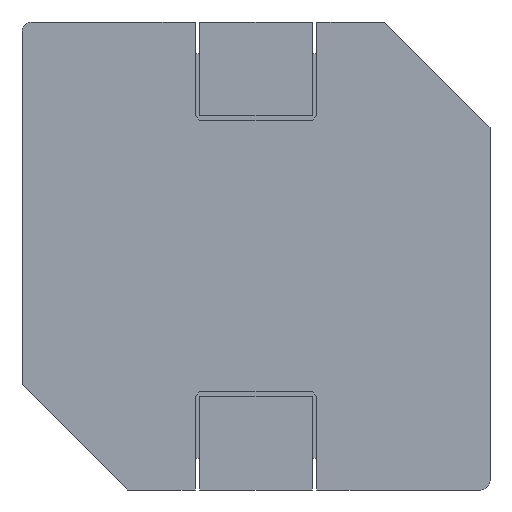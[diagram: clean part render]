
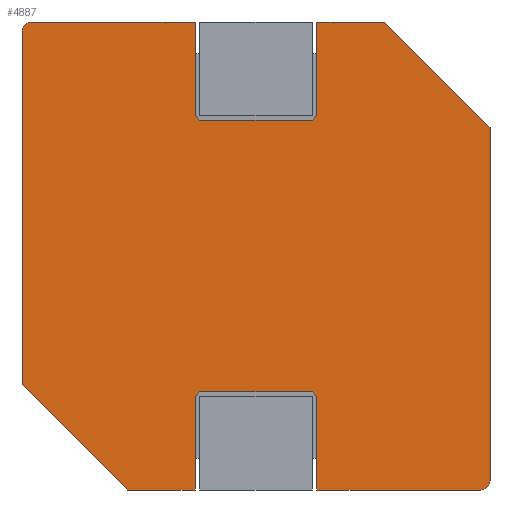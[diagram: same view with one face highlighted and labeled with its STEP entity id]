
A CAD part, front view. The second image highlights one B-rep face of the part: STEP entity #4887.
In plain terms, the highlighted planar face has unit normal (0, -1, 0).
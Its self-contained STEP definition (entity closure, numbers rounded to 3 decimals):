
#25=DIRECTION('',(0.707,0.,-0.707));
#26=VECTOR('',#25,3.185);
#27=CARTESIAN_POINT('',(2.748,0.,5.));
#28=LINE('',#27,#26);
#29=CARTESIAN_POINT('',(4.8,0.,-4.8));
#30=DIRECTION('',(0.,-1.,0.));
#31=DIRECTION('',(0.,0.,-1.));
#32=AXIS2_PLACEMENT_3D('',#29,#30,#31);
#34=DIRECTION('',(0.,0.,1.));
#35=VECTOR('',#34,2.);
#36=CARTESIAN_POINT('',(1.3,0.,-5.));
#37=LINE('',#36,#35);
#38=DIRECTION('',(0.707,0.,-0.707));
#39=VECTOR('',#38,0.141);
#40=CARTESIAN_POINT('',(1.2,0.,-2.9));
#41=LINE('',#40,#39);
#42=DIRECTION('',(1.,0.,0.));
#43=VECTOR('',#42,2.4);
#44=CARTESIAN_POINT('',(-1.2,0.,-2.9));
#45=LINE('',#44,#43);
#46=DIRECTION('',(0.707,0.,0.707));
#47=VECTOR('',#46,0.141);
#48=CARTESIAN_POINT('',(-1.3,0.,-3.));
#49=LINE('',#48,#47);
#50=DIRECTION('',(0.,0.,1.));
#51=VECTOR('',#50,2.);
#52=CARTESIAN_POINT('',(-1.3,0.,-5.));
#53=LINE('',#52,#51);
#54=DIRECTION('',(-0.707,0.,0.707));
#55=VECTOR('',#54,3.185);
#56=CARTESIAN_POINT('',(-2.748,0.,-5.));
#57=LINE('',#56,#55);
#58=CARTESIAN_POINT('',(-4.8,0.,4.8));
#59=DIRECTION('',(0.,-1.,0.));
#60=DIRECTION('',(0.,0.,1.));
#61=AXIS2_PLACEMENT_3D('',#58,#59,#60);
#63=DIRECTION('',(0.,0.,-1.));
#64=VECTOR('',#63,2.);
#65=CARTESIAN_POINT('',(-1.3,0.,5.));
#66=LINE('',#65,#64);
#67=DIRECTION('',(-0.707,0.,0.707));
#68=VECTOR('',#67,0.141);
#69=CARTESIAN_POINT('',(-1.2,0.,2.9));
#70=LINE('',#69,#68);
#71=DIRECTION('',(-1.,0.,0.));
#72=VECTOR('',#71,2.4);
#73=CARTESIAN_POINT('',(1.2,0.,2.9));
#74=LINE('',#73,#72);
#75=DIRECTION('',(-0.707,0.,-0.707));
#76=VECTOR('',#75,0.141);
#77=CARTESIAN_POINT('',(1.3,0.,3.));
#78=LINE('',#77,#76);
#79=DIRECTION('',(0.,0.,-1.));
#80=VECTOR('',#79,2.);
#81=CARTESIAN_POINT('',(1.3,0.,5.));
#82=LINE('',#81,#80);
#4448=DIRECTION('',(-1.,0.,0.));
#4449=VECTOR('',#4448,1.448);
#4450=CARTESIAN_POINT('',(2.748,0.,5.));
#4451=LINE('',#4450,#4449);
#4468=DIRECTION('',(-1.,0.,0.));
#4469=VECTOR('',#4468,3.5);
#4470=CARTESIAN_POINT('',(-1.3,0.,5.));
#4471=LINE('',#4470,#4469);
#4524=DIRECTION('',(0.,0.,1.));
#4525=VECTOR('',#4524,7.548);
#4526=CARTESIAN_POINT('',(5.,0.,-4.8));
#4527=LINE('',#4526,#4525);
#4548=DIRECTION('',(1.,0.,0.));
#4549=VECTOR('',#4548,1.448);
#4550=CARTESIAN_POINT('',(-2.748,0.,-5.));
#4551=LINE('',#4550,#4549);
#4568=DIRECTION('',(1.,0.,0.));
#4569=VECTOR('',#4568,3.5);
#4570=CARTESIAN_POINT('',(1.3,0.,-5.));
#4571=LINE('',#4570,#4569);
#4636=DIRECTION('',(0.,0.,-1.));
#4637=VECTOR('',#4636,7.548);
#4638=CARTESIAN_POINT('',(-5.,0.,4.8));
#4639=LINE('',#4638,#4637);
#4654=CARTESIAN_POINT('',(-2.748,0.,-5.));
#4655=CARTESIAN_POINT('',(-5.,0.,-2.748));
#4656=VERTEX_POINT('',#4654);
#4657=VERTEX_POINT('',#4655);
#4658=CARTESIAN_POINT('',(2.748,0.,5.));
#4659=CARTESIAN_POINT('',(5.,0.,2.748));
#4660=VERTEX_POINT('',#4658);
#4661=VERTEX_POINT('',#4659);
#4672=CARTESIAN_POINT('',(-4.8,0.,5.));
#4673=CARTESIAN_POINT('',(-5.,0.,4.8));
#4674=VERTEX_POINT('',#4672);
#4675=VERTEX_POINT('',#4673);
#4680=CARTESIAN_POINT('',(4.8,0.,-5.));
#4681=CARTESIAN_POINT('',(5.,0.,-4.8));
#4682=VERTEX_POINT('',#4680);
#4683=VERTEX_POINT('',#4681);
#4712=CARTESIAN_POINT('',(1.3,0.,5.));
#4713=VERTEX_POINT('',#4712);
#4716=CARTESIAN_POINT('',(-1.3,0.,-5.));
#4717=VERTEX_POINT('',#4716);
#4768=CARTESIAN_POINT('',(-1.3,0.,-3.));
#4769=VERTEX_POINT('',#4768);
#4770=CARTESIAN_POINT('',(-1.2,0.,-2.9));
#4771=VERTEX_POINT('',#4770);
#4772=CARTESIAN_POINT('',(1.2,0.,-2.9));
#4773=VERTEX_POINT('',#4772);
#4774=CARTESIAN_POINT('',(1.3,0.,-3.));
#4775=VERTEX_POINT('',#4774);
#4776=CARTESIAN_POINT('',(1.3,0.,-5.));
#4777=VERTEX_POINT('',#4776);
#4778=CARTESIAN_POINT('',(1.3,0.,3.));
#4779=VERTEX_POINT('',#4778);
#4780=CARTESIAN_POINT('',(1.2,0.,2.9));
#4781=VERTEX_POINT('',#4780);
#4782=CARTESIAN_POINT('',(-1.2,0.,2.9));
#4783=VERTEX_POINT('',#4782);
#4784=CARTESIAN_POINT('',(-1.3,0.,3.));
#4785=VERTEX_POINT('',#4784);
#4786=CARTESIAN_POINT('',(-1.3,0.,5.));
#4787=VERTEX_POINT('',#4786);
#4840=CARTESIAN_POINT('',(0.,0.,0.));
#4841=DIRECTION('',(0.,1.,0.));
#4842=DIRECTION('',(1.,0.,0.));
#4843=AXIS2_PLACEMENT_3D('',#4840,#4841,#4842);
#4844=PLANE('',#4843);
#4846=ORIENTED_EDGE('',*,*,#4845,.F.);
#4848=ORIENTED_EDGE('',*,*,#4847,.T.);
#4850=ORIENTED_EDGE('',*,*,#4849,.F.);
#4852=ORIENTED_EDGE('',*,*,#4851,.F.);
#4854=ORIENTED_EDGE('',*,*,#4853,.F.);
#4856=ORIENTED_EDGE('',*,*,#4855,.T.);
#4858=ORIENTED_EDGE('',*,*,#4857,.F.);
#4860=ORIENTED_EDGE('',*,*,#4859,.F.);
#4862=ORIENTED_EDGE('',*,*,#4861,.F.);
#4864=ORIENTED_EDGE('',*,*,#4863,.F.);
#4866=ORIENTED_EDGE('',*,*,#4865,.F.);
#4868=ORIENTED_EDGE('',*,*,#4867,.T.);
#4870=ORIENTED_EDGE('',*,*,#4869,.F.);
#4872=ORIENTED_EDGE('',*,*,#4871,.F.);
#4874=ORIENTED_EDGE('',*,*,#4873,.F.);
#4876=ORIENTED_EDGE('',*,*,#4875,.T.);
#4878=ORIENTED_EDGE('',*,*,#4877,.F.);
#4880=ORIENTED_EDGE('',*,*,#4879,.F.);
#4882=ORIENTED_EDGE('',*,*,#4881,.F.);
#4884=ORIENTED_EDGE('',*,*,#4883,.F.);
#4885=EDGE_LOOP('',(#4846,#4848,#4850,#4852,#4854,#4856,#4858,#4860,#4862,#4864,
#4866,#4868,#4870,#4872,#4874,#4876,#4878,#4880,#4882,#4884));
#4886=FACE_OUTER_BOUND('',#4885,.F.);
#33=CIRCLE('',#32,0.2);
#62=CIRCLE('',#61,0.2);
#4845=EDGE_CURVE('',#4660,#4713,#4451,.T.);
#4847=EDGE_CURVE('',#4660,#4661,#28,.T.);
#4849=EDGE_CURVE('',#4683,#4661,#4527,.T.);
#4851=EDGE_CURVE('',#4682,#4683,#33,.T.);
#4853=EDGE_CURVE('',#4777,#4682,#4571,.T.);
#4855=EDGE_CURVE('',#4777,#4775,#37,.T.);
#4857=EDGE_CURVE('',#4773,#4775,#41,.T.);
#4859=EDGE_CURVE('',#4771,#4773,#45,.T.);
#4861=EDGE_CURVE('',#4769,#4771,#49,.T.);
#4863=EDGE_CURVE('',#4717,#4769,#53,.T.);
#4865=EDGE_CURVE('',#4656,#4717,#4551,.T.);
#4867=EDGE_CURVE('',#4656,#4657,#57,.T.);
#4869=EDGE_CURVE('',#4675,#4657,#4639,.T.);
#4871=EDGE_CURVE('',#4674,#4675,#62,.T.);
#4873=EDGE_CURVE('',#4787,#4674,#4471,.T.);
#4875=EDGE_CURVE('',#4787,#4785,#66,.T.);
#4877=EDGE_CURVE('',#4783,#4785,#70,.T.);
#4879=EDGE_CURVE('',#4781,#4783,#74,.T.);
#4881=EDGE_CURVE('',#4779,#4781,#78,.T.);
#4883=EDGE_CURVE('',#4713,#4779,#82,.T.);
#4887=ADVANCED_FACE('',(#4886),#4844,.F.);
